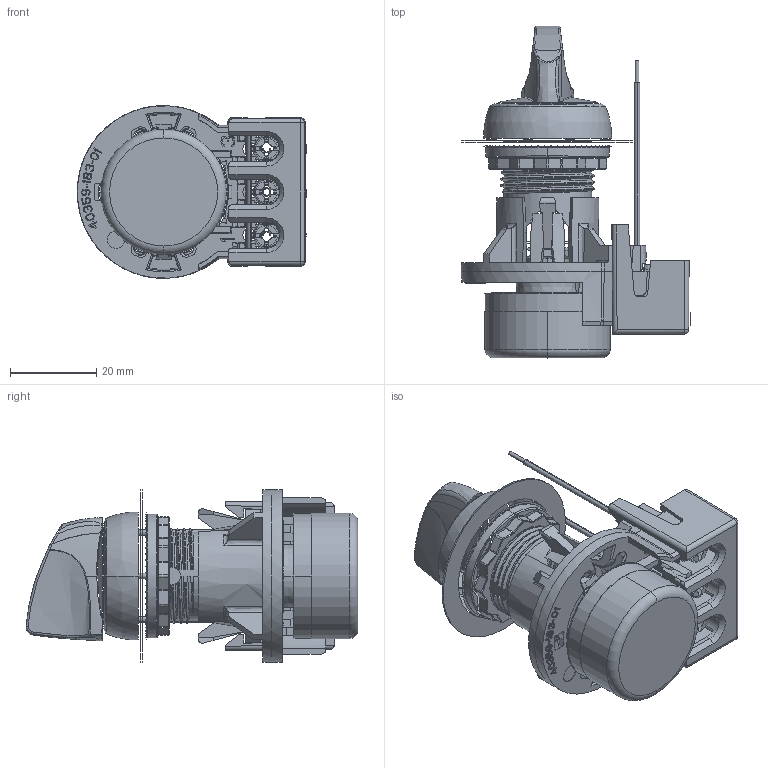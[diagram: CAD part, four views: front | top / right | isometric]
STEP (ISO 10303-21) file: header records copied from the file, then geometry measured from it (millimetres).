
FILE_DESCRIPTION((''),'2;1');
FILE_NAME('40359-463_SW0001','2016-05-25T',('mguelmi'),('Rockwell Automation'),'PRO/ENGINEER BY PARAMETRIC TECHNOLOGY CORPORATION, 2012480','PRO/ENGINEER BY PARAMETRIC TECHNOLOGY CORPORATION, 2012480','');
FILE_SCHEMA(('CONFIG_CONTROL_DESIGN'));
Products named in the file (1): 40359-463_SW0001
Bounding box: 53.12 x 76.78 x 40 mm (x, y, z)
Surface area: 20424.6 mm2 (no closed solid volume)
Topology: 0 solids, 115 shells, 746 faces, 5065 edges, 4333 vertices
Faces by surface type: plane 339, cone 140, bspline 129, cylinder 87, torus 47, sphere 4
Entity records: 64691 total; most frequent: CARTESIAN_POINT 30081, ORIENTED_EDGE 6267, DIRECTION 6110, EDGE_CURVE 5065, VERTEX_POINT 4333, VECTOR 3158, LINE 3158, AXIS2_PLACEMENT_3D 1476
